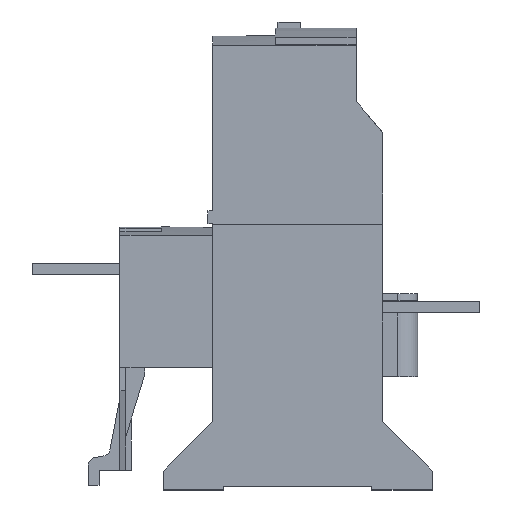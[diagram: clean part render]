
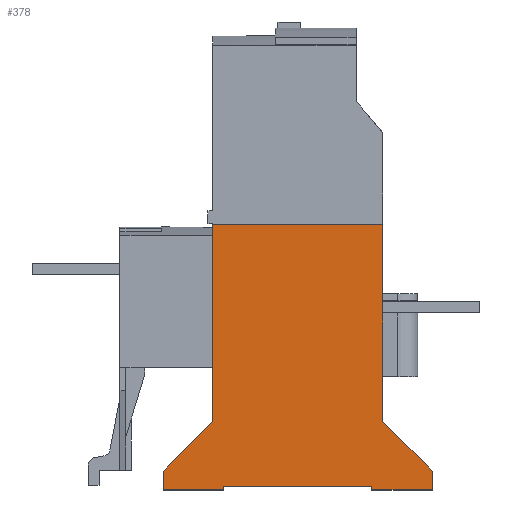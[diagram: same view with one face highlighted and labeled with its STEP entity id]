
A CAD part, left-side view. The second image highlights one B-rep face of the part: STEP entity #378.
In plain terms, the highlighted planar face has unit normal (-1, 0, 0).
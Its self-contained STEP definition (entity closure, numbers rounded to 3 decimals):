
#378=ADVANCED_FACE('',(#1277),#1278,.T.);
#1277=FACE_OUTER_BOUND('',#2406,.T.);
#1278=PLANE('',#2407);
#2406=EDGE_LOOP('',(#5871,#5872,#5873,#5874,#5875,#5876,#5877,#5878,#5879,#5880,#5881,#5882));
#2407=AXIS2_PLACEMENT_3D('',#5883,#5884,#5885);
#5871=ORIENTED_EDGE('',*,*,#8632,.T.);
#5872=ORIENTED_EDGE('',*,*,#8630,.F.);
#5873=ORIENTED_EDGE('',*,*,#8634,.F.);
#5874=ORIENTED_EDGE('',*,*,#8635,.T.);
#5875=ORIENTED_EDGE('',*,*,#8636,.T.);
#5876=ORIENTED_EDGE('',*,*,#8637,.F.);
#5877=ORIENTED_EDGE('',*,*,#8638,.F.);
#5878=ORIENTED_EDGE('',*,*,#8639,.T.);
#5879=ORIENTED_EDGE('',*,*,#8640,.T.);
#5880=ORIENTED_EDGE('',*,*,#7846,.T.);
#5881=ORIENTED_EDGE('',*,*,#7949,.T.);
#5882=ORIENTED_EDGE('',*,*,#7653,.T.);
#5883=CARTESIAN_POINT('',(0.0,0.,-121.959));
#5884=DIRECTION('',(-1.0,0.0,0.));
#5885=DIRECTION('',(0.0,1.0,0.0));
#7653=EDGE_CURVE('',#9378,#9376,#9379,.T.);
#7846=EDGE_CURVE('',#9710,#9708,#9711,.T.);
#7949=EDGE_CURVE('',#9708,#9378,#9894,.T.);
#8630=EDGE_CURVE('',#10995,#10997,#10998,.T.);
#8632=EDGE_CURVE('',#9376,#10997,#11000,.T.);
#8634=EDGE_CURVE('',#11002,#10995,#11003,.T.);
#8635=EDGE_CURVE('',#11002,#11004,#11005,.T.);
#8636=EDGE_CURVE('',#11004,#11006,#11007,.T.);
#8637=EDGE_CURVE('',#11008,#11006,#11009,.T.);
#8638=EDGE_CURVE('',#11010,#11008,#11011,.T.);
#8639=EDGE_CURVE('',#11010,#11012,#11013,.T.);
#8640=EDGE_CURVE('',#11012,#9710,#11014,.T.);
#9376=VERTEX_POINT('',#12002);
#9378=VERTEX_POINT('',#12005);
#9379=LINE('',#12006,#12007);
#9708=VERTEX_POINT('',#12506);
#9710=VERTEX_POINT('',#12509);
#9711=LINE('',#12510,#12511);
#9894=LINE('',#12796,#12797);
#10995=VERTEX_POINT('',#14491);
#10997=VERTEX_POINT('',#14494);
#10998=LINE('',#14495,#14496);
#11000=LINE('',#14499,#14500);
#11002=VERTEX_POINT('',#14503);
#11003=LINE('',#14504,#14505);
#11004=VERTEX_POINT('',#14506);
#11005=LINE('',#14507,#14508);
#11006=VERTEX_POINT('',#14509);
#11007=LINE('',#14510,#14511);
#11008=VERTEX_POINT('',#14512);
#11009=LINE('',#14513,#14514);
#11010=VERTEX_POINT('',#14515);
#11011=LINE('',#14516,#14517);
#11012=VERTEX_POINT('',#14518);
#11013=LINE('',#14519,#14520);
#11014=LINE('',#14521,#14522);
#12002=CARTESIAN_POINT('',(0.,57.9,-103.859));
#12005=CARTESIAN_POINT('',(0.,57.9,-51.959));
#12006=CARTESIAN_POINT('',(0.,57.9,-51.959));
#12007=VECTOR('',#15827,51.9);
#12506=CARTESIAN_POINT('',(0.,13.1,-51.959));
#12509=CARTESIAN_POINT('',(0.,13.1,-103.859));
#12510=CARTESIAN_POINT('',(0.,13.1,-103.859));
#12511=VECTOR('',#16062,51.9);
#12796=CARTESIAN_POINT('',(0.,13.1,-51.959));
#12797=VECTOR('',#16165,44.8);
#14491=CARTESIAN_POINT('',(0.0,71.0,-121.959));
#14494=CARTESIAN_POINT('',(0.,71.0,-116.959));
#14495=CARTESIAN_POINT('',(0.0,71.0,-121.959));
#14496=VECTOR('',#17018,5.0);
#14499=CARTESIAN_POINT('',(0.,57.9,-103.859));
#14500=VECTOR('',#17020,18.526);
#14503=CARTESIAN_POINT('',(0.0,55.06,-121.959));
#14504=CARTESIAN_POINT('',(0.0,55.06,-121.959));
#14505=VECTOR('',#17022,15.94);
#14506=CARTESIAN_POINT('',(0.,55.06,-120.959));
#14507=CARTESIAN_POINT('',(0.0,55.06,-121.959));
#14508=VECTOR('',#17023,1.0);
#14509=CARTESIAN_POINT('',(0.,15.94,-120.959));
#14510=CARTESIAN_POINT('',(0.,55.06,-120.959));
#14511=VECTOR('',#17024,39.12);
#14512=CARTESIAN_POINT('',(0.,15.94,-121.959));
#14513=CARTESIAN_POINT('',(0.,15.94,-121.959));
#14514=VECTOR('',#17025,1.0);
#14515=CARTESIAN_POINT('',(0.0,0.,-121.959));
#14516=CARTESIAN_POINT('',(0.0,0.,-121.959));
#14517=VECTOR('',#17026,15.94);
#14518=CARTESIAN_POINT('',(0.,0.,-116.959));
#14519=CARTESIAN_POINT('',(0.0,0.,-121.959));
#14520=VECTOR('',#17027,5.0);
#14521=CARTESIAN_POINT('',(0.,0.,-116.959));
#14522=VECTOR('',#17028,18.526);
#15827=DIRECTION('',(0.,0.0,-1.0));
#16062=DIRECTION('',(0.,0.0,1.0));
#16165=DIRECTION('',(0.0,1.0,0.0));
#17018=DIRECTION('',(0.,0.0,1.0));
#17020=DIRECTION('',(0.,0.707,-0.707));
#17022=DIRECTION('',(0.0,1.0,0.0));
#17023=DIRECTION('',(0.,0.0,1.0));
#17024=DIRECTION('',(0.0,-1.0,0.0));
#17025=DIRECTION('',(0.,0.0,1.0));
#17026=DIRECTION('',(0.0,1.0,0.0));
#17027=DIRECTION('',(0.,0.0,1.0));
#17028=DIRECTION('',(0.,0.707,0.707));
